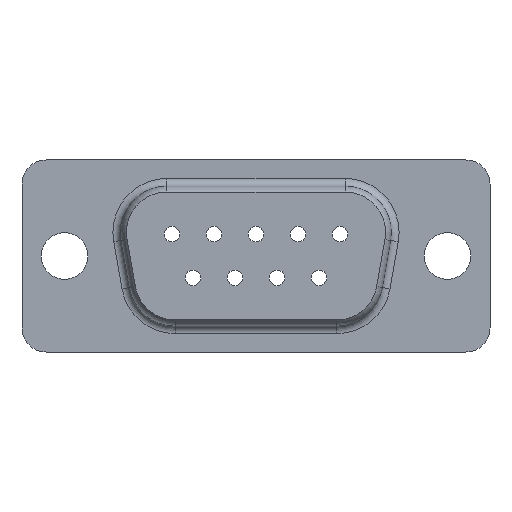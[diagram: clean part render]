
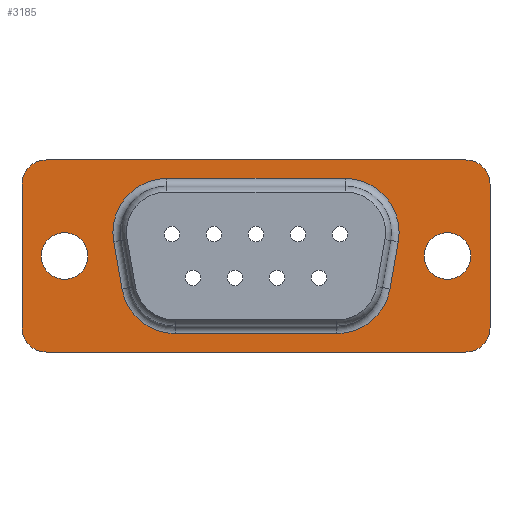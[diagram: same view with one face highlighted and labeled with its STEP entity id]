
A CAD part, front view. The second image highlights one B-rep face of the part: STEP entity #3185.
In plain terms, the highlighted planar face has unit normal (0, -1, 0).
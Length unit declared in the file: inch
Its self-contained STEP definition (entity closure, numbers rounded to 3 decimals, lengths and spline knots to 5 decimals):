
#3018=CARTESIAN_POINT('',(0.984,-0.0447,0.));
#3019=DIRECTION('',(0.,1.,0.));
#3020=DIRECTION('',(0.,0.,1.));
#3021=AXIS2_PLACEMENT_3D('',#3018,#3019,#3020);
#3022=CIRCLE('',#3021,0.06);
#3023=EDGE_CURVE('',#3025,#3025,#3022,.T.);
#3024=CARTESIAN_POINT('',(0.984,-0.0447,0.06));
#3025=VERTEX_POINT('',#3024);
#3026=ORIENTED_EDGE('',*,*,#3023,.T.);
#3027=EDGE_LOOP('',(#3026));
#3028=FACE_BOUND('',#3027,.T.);
#3029=CARTESIAN_POINT('',(0.,-0.0447,0.));
#3030=DIRECTION('',(0.,1.,0.));
#3031=DIRECTION('',(0.,0.,1.));
#3032=AXIS2_PLACEMENT_3D('',#3029,#3030,#3031);
#3033=CIRCLE('',#3032,0.06);
#3034=EDGE_CURVE('',#3036,#3036,#3033,.T.);
#3035=CARTESIAN_POINT('',(0.,-0.0447,0.06));
#3036=VERTEX_POINT('',#3035);
#3037=ORIENTED_EDGE('',*,*,#3034,.T.);
#3038=EDGE_LOOP('',(#3037));
#3039=FACE_BOUND('',#3038,.T.);
#3040=CARTESIAN_POINT('',(0.492,-0.0447,0.1995));
#3041=DIRECTION('',(1.,0.,0.));
#3042=VECTOR('',#3041,1.);
#3043=LINE('',#3040,#3042);
#3044=EDGE_CURVE('',#3046,#3048,#3043,.T.);
#3045=CARTESIAN_POINT('',(0.263,-0.0447,0.1995));
#3046=VERTEX_POINT('',#3045);
#3047=CARTESIAN_POINT('',(0.721,-0.0447,0.1995));
#3048=VERTEX_POINT('',#3047);
#3049=ORIENTED_EDGE('',*,*,#3044,.T.);
#3050=CARTESIAN_POINT('',(0.721,-0.0447,0.0605));
#3051=DIRECTION('',(0.,1.,0.));
#3052=DIRECTION('',(0.,0.,-1.));
#3053=AXIS2_PLACEMENT_3D('',#3050,#3051,#3052);
#3054=CIRCLE('',#3053,0.139);
#3055=EDGE_CURVE('',#3048,#3057,#3054,.T.);
#3056=CARTESIAN_POINT('',(0.85789,-0.0447,0.03636));
#3057=VERTEX_POINT('',#3056);
#3058=ORIENTED_EDGE('',*,*,#3055,.T.);
#3059=CARTESIAN_POINT('',(0.88408,-0.0447,0.18491));
#3060=DIRECTION('',(-0.174,0.,-0.985));
#3061=VECTOR('',#3060,1.);
#3062=LINE('',#3059,#3061);
#3063=EDGE_CURVE('',#3057,#3065,#3062,.T.);
#3064=CARTESIAN_POINT('',(0.83655,-0.0447,-0.08464));
#3065=VERTEX_POINT('',#3064);
#3066=ORIENTED_EDGE('',*,*,#3063,.T.);
#3067=CARTESIAN_POINT('',(0.69966,-0.0447,-0.0605));
#3068=DIRECTION('',(0.,1.,0.));
#3069=DIRECTION('',(0.,0.,-1.));
#3070=AXIS2_PLACEMENT_3D('',#3067,#3068,#3069);
#3071=CIRCLE('',#3070,0.139);
#3072=EDGE_CURVE('',#3065,#3074,#3071,.T.);
#3073=CARTESIAN_POINT('',(0.69966,-0.0447,-0.1995));
#3074=VERTEX_POINT('',#3073);
#3075=ORIENTED_EDGE('',*,*,#3072,.T.);
#3076=CARTESIAN_POINT('',(0.86429,-0.0447,-0.1995));
#3077=DIRECTION('',(-1.,0.,0.));
#3078=VECTOR('',#3077,1.);
#3079=LINE('',#3076,#3078);
#3080=EDGE_CURVE('',#3074,#3082,#3079,.T.);
#3081=CARTESIAN_POINT('',(0.28434,-0.0447,-0.1995));
#3082=VERTEX_POINT('',#3081);
#3083=ORIENTED_EDGE('',*,*,#3080,.T.);
#3084=CARTESIAN_POINT('',(0.28434,-0.0447,-0.0605));
#3085=DIRECTION('',(0.,1.,0.));
#3086=DIRECTION('',(0.,0.,-1.));
#3087=AXIS2_PLACEMENT_3D('',#3084,#3085,#3086);
#3088=CIRCLE('',#3087,0.139);
#3089=EDGE_CURVE('',#3082,#3091,#3088,.T.);
#3090=CARTESIAN_POINT('',(0.14745,-0.0447,-0.08464));
#3091=VERTEX_POINT('',#3090);
#3092=ORIENTED_EDGE('',*,*,#3089,.T.);
#3093=CARTESIAN_POINT('',(0.14336,-0.0447,-0.06147));
#3094=DIRECTION('',(-0.174,0.,0.985));
#3095=VECTOR('',#3094,1.);
#3096=LINE('',#3093,#3095);
#3097=EDGE_CURVE('',#3091,#3099,#3096,.T.);
#3098=CARTESIAN_POINT('',(0.12611,-0.0447,0.03636));
#3099=VERTEX_POINT('',#3098);
#3100=ORIENTED_EDGE('',*,*,#3097,.T.);
#3101=CARTESIAN_POINT('',(0.263,-0.0447,0.0605));
#3102=DIRECTION('',(0.,1.,0.));
#3103=DIRECTION('',(0.,0.,-1.));
#3104=AXIS2_PLACEMENT_3D('',#3101,#3102,#3103);
#3105=CIRCLE('',#3104,0.139);
#3106=EDGE_CURVE('',#3099,#3046,#3105,.T.);
#3107=ORIENTED_EDGE('',*,*,#3106,.T.);
#3108=EDGE_LOOP('',(#3049,#3058,#3066,#3075,#3083,#3092,#3100,#3107));
#3109=FACE_BOUND('',#3108,.T.);
#3110=CARTESIAN_POINT('',(1.0935,-0.0447,0.));
#3111=DIRECTION('',(0.,0.,-1.));
#3112=VECTOR('',#3111,1.);
#3113=LINE('',#3110,#3112);
#3114=EDGE_CURVE('',#3116,#3118,#3113,.T.);
#3115=CARTESIAN_POINT('',(1.0935,-0.0447,0.185));
#3116=VERTEX_POINT('',#3115);
#3117=CARTESIAN_POINT('',(1.0935,-0.0447,-0.185));
#3118=VERTEX_POINT('',#3117);
#3119=ORIENTED_EDGE('',*,*,#3114,.F.);
#3120=CARTESIAN_POINT('',(1.0315,-0.0447,0.185));
#3121=DIRECTION('',(0.,-1.,0.));
#3122=DIRECTION('',(0.,0.,-1.));
#3123=AXIS2_PLACEMENT_3D('',#3120,#3121,#3122);
#3124=CIRCLE('',#3123,0.062);
#3125=EDGE_CURVE('',#3116,#3127,#3124,.T.);
#3126=CARTESIAN_POINT('',(1.0315,-0.0447,0.247));
#3127=VERTEX_POINT('',#3126);
#3128=ORIENTED_EDGE('',*,*,#3125,.T.);
#3129=CARTESIAN_POINT('',(0.492,-0.0447,0.247));
#3130=DIRECTION('',(1.,0.,0.));
#3131=VECTOR('',#3130,1.);
#3132=LINE('',#3129,#3131);
#3133=EDGE_CURVE('',#3135,#3127,#3132,.T.);
#3134=CARTESIAN_POINT('',(-0.0475,-0.0447,0.247));
#3135=VERTEX_POINT('',#3134);
#3136=ORIENTED_EDGE('',*,*,#3133,.F.);
#3137=CARTESIAN_POINT('',(-0.0475,-0.0447,0.185));
#3138=DIRECTION('',(0.,-1.,0.));
#3139=DIRECTION('',(0.,0.,-1.));
#3140=AXIS2_PLACEMENT_3D('',#3137,#3138,#3139);
#3141=CIRCLE('',#3140,0.062);
#3142=EDGE_CURVE('',#3135,#3144,#3141,.T.);
#3143=CARTESIAN_POINT('',(-0.1095,-0.0447,0.185));
#3144=VERTEX_POINT('',#3143);
#3145=ORIENTED_EDGE('',*,*,#3142,.T.);
#3146=CARTESIAN_POINT('',(-0.1095,-0.0447,0.));
#3147=DIRECTION('',(0.,0.,1.));
#3148=VECTOR('',#3147,1.);
#3149=LINE('',#3146,#3148);
#3150=EDGE_CURVE('',#3152,#3144,#3149,.T.);
#3151=CARTESIAN_POINT('',(-0.1095,-0.0447,-0.185));
#3152=VERTEX_POINT('',#3151);
#3153=ORIENTED_EDGE('',*,*,#3150,.F.);
#3154=CARTESIAN_POINT('',(-0.0475,-0.0447,-0.185));
#3155=DIRECTION('',(0.,-1.,0.));
#3156=DIRECTION('',(0.,0.,-1.));
#3157=AXIS2_PLACEMENT_3D('',#3154,#3155,#3156);
#3158=CIRCLE('',#3157,0.062);
#3159=EDGE_CURVE('',#3152,#3161,#3158,.T.);
#3160=CARTESIAN_POINT('',(-0.0475,-0.0447,-0.247));
#3161=VERTEX_POINT('',#3160);
#3162=ORIENTED_EDGE('',*,*,#3159,.T.);
#3163=CARTESIAN_POINT('',(0.492,-0.0447,-0.247));
#3164=DIRECTION('',(-1.,0.,0.));
#3165=VECTOR('',#3164,1.);
#3166=LINE('',#3163,#3165);
#3167=EDGE_CURVE('',#3169,#3161,#3166,.T.);
#3168=CARTESIAN_POINT('',(1.0315,-0.0447,-0.247));
#3169=VERTEX_POINT('',#3168);
#3170=ORIENTED_EDGE('',*,*,#3167,.F.);
#3171=CARTESIAN_POINT('',(1.0315,-0.0447,-0.185));
#3172=DIRECTION('',(0.,-1.,0.));
#3173=DIRECTION('',(0.,0.,-1.));
#3174=AXIS2_PLACEMENT_3D('',#3171,#3172,#3173);
#3175=CIRCLE('',#3174,0.062);
#3176=EDGE_CURVE('',#3169,#3118,#3175,.T.);
#3177=ORIENTED_EDGE('',*,*,#3176,.T.);
#3178=EDGE_LOOP('',(#3119,#3128,#3136,#3145,#3153,#3162,#3170,#3177));
#3179=FACE_BOUND('',#3178,.T.);
#3180=CARTESIAN_POINT('',(0.492,-0.0447,0.));
#3181=DIRECTION('',(0.,-1.,0.));
#3182=DIRECTION('',(1.,0.,0.));
#3183=AXIS2_PLACEMENT_3D('',#3180,#3181,#3182);
#3184=PLANE('',#3183);
#3185=ADVANCED_FACE('',(#3028,#3039,#3109,#3179),#3184,.T.);
